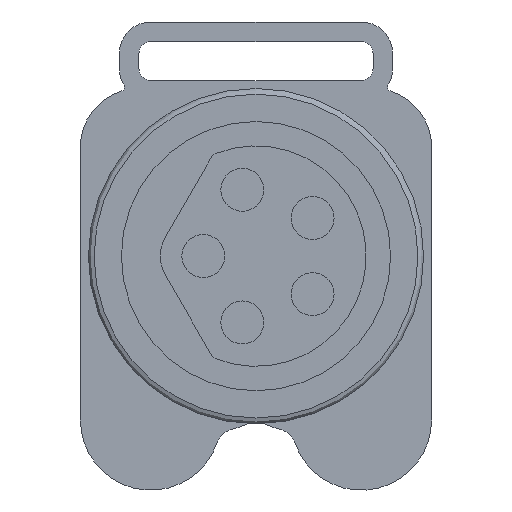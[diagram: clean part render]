
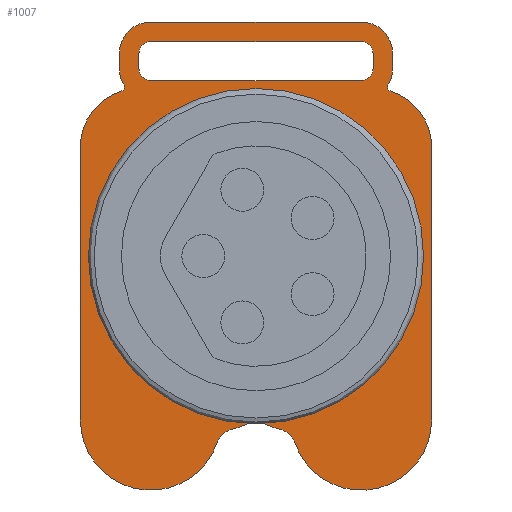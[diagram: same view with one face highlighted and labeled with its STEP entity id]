
A CAD part, front view. The second image highlights one B-rep face of the part: STEP entity #1007.
In plain terms, the highlighted planar face has unit normal (0, -1, 0).
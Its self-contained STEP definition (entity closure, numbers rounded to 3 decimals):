
#148=PLANE('',#4466);
#449=LINE('',#6254,#713);
#454=LINE('',#6269,#718);
#458=LINE('',#6281,#722);
#462=LINE('',#6293,#726);
#465=LINE('',#6299,#729);
#475=LINE('',#6344,#739);
#481=LINE('',#6368,#745);
#485=LINE('',#6380,#749);
#489=LINE('',#6392,#753);
#713=VECTOR('',#4937,1.);
#718=VECTOR('',#4950,1.);
#722=VECTOR('',#4962,1.);
#726=VECTOR('',#4974,1.);
#729=VECTOR('',#4979,1.);
#739=VECTOR('',#5027,1.);
#745=VECTOR('',#5053,1.);
#749=VECTOR('',#5065,1.);
#753=VECTOR('',#5077,1.);
#1007=ADVANCED_FACE('',(#1393,#1394,#1395),#148,.F.);
#1393=FACE_BOUND('',#1580,.T.);
#1394=FACE_BOUND('',#1581,.T.);
#1395=FACE_BOUND('',#1582,.T.);
#1580=EDGE_LOOP('',(#2052));
#1581=EDGE_LOOP('',(#2053,#2054,#2055,#2056,#2057,#2058,#2059,#2060,#2061,
#2062,#2063,#2064,#2065,#2066,#2067,#2068,#2069,#2070,#2071));
#1582=EDGE_LOOP('',(#2072,#2073,#2074,#2075,#2076,#2077,#2078,#2079));
#2052=ORIENTED_EDGE('',*,*,#3538,.F.);
#2053=ORIENTED_EDGE('',*,*,#3561,.F.);
#2054=ORIENTED_EDGE('',*,*,#3616,.F.);
#2055=ORIENTED_EDGE('',*,*,#3613,.F.);
#2056=ORIENTED_EDGE('',*,*,#3610,.F.);
#2057=ORIENTED_EDGE('',*,*,#3607,.F.);
#2058=ORIENTED_EDGE('',*,*,#3604,.F.);
#2059=ORIENTED_EDGE('',*,*,#3601,.F.);
#2060=ORIENTED_EDGE('',*,*,#3598,.F.);
#2061=ORIENTED_EDGE('',*,*,#3595,.F.);
#2062=ORIENTED_EDGE('',*,*,#3592,.F.);
#2063=ORIENTED_EDGE('',*,*,#3589,.F.);
#2064=ORIENTED_EDGE('',*,*,#3586,.F.);
#2065=ORIENTED_EDGE('',*,*,#3583,.F.);
#2066=ORIENTED_EDGE('',*,*,#3580,.F.);
#2067=ORIENTED_EDGE('',*,*,#3577,.F.);
#2068=ORIENTED_EDGE('',*,*,#3574,.F.);
#2069=ORIENTED_EDGE('',*,*,#3571,.F.);
#2070=ORIENTED_EDGE('',*,*,#3568,.F.);
#2071=ORIENTED_EDGE('',*,*,#3565,.F.);
#2072=ORIENTED_EDGE('',*,*,#3539,.F.);
#2073=ORIENTED_EDGE('',*,*,#3618,.F.);
#2074=ORIENTED_EDGE('',*,*,#3558,.F.);
#2075=ORIENTED_EDGE('',*,*,#3555,.F.);
#2076=ORIENTED_EDGE('',*,*,#3552,.F.);
#2077=ORIENTED_EDGE('',*,*,#3549,.F.);
#2078=ORIENTED_EDGE('',*,*,#3546,.F.);
#2079=ORIENTED_EDGE('',*,*,#3543,.F.);
#3117=VERTEX_POINT('',#6252);
#3118=VERTEX_POINT('',#6255);
#3119=VERTEX_POINT('',#6256);
#3122=VERTEX_POINT('',#6264);
#3124=VERTEX_POINT('',#6270);
#3126=VERTEX_POINT('',#6276);
#3128=VERTEX_POINT('',#6282);
#3130=VERTEX_POINT('',#6288);
#3132=VERTEX_POINT('',#6294);
#3134=VERTEX_POINT('',#6300);
#3135=VERTEX_POINT('',#6301);
#3138=VERTEX_POINT('',#6309);
#3140=VERTEX_POINT('',#6315);
#3142=VERTEX_POINT('',#6321);
#3144=VERTEX_POINT('',#6327);
#3146=VERTEX_POINT('',#6333);
#3148=VERTEX_POINT('',#6339);
#3150=VERTEX_POINT('',#6345);
#3152=VERTEX_POINT('',#6351);
#3154=VERTEX_POINT('',#6357);
#3156=VERTEX_POINT('',#6363);
#3158=VERTEX_POINT('',#6369);
#3160=VERTEX_POINT('',#6375);
#3162=VERTEX_POINT('',#6381);
#3164=VERTEX_POINT('',#6387);
#3166=VERTEX_POINT('',#6393);
#3168=VERTEX_POINT('',#6399);
#3170=VERTEX_POINT('',#6405);
#3538=EDGE_CURVE('',#3117,#3117,#4139,.T.);
#3539=EDGE_CURVE('',#3118,#3119,#449,.T.);
#3543=EDGE_CURVE('',#3119,#3122,#4140,.T.);
#3546=EDGE_CURVE('',#3122,#3124,#454,.T.);
#3549=EDGE_CURVE('',#3124,#3126,#4142,.T.);
#3552=EDGE_CURVE('',#3126,#3128,#458,.T.);
#3555=EDGE_CURVE('',#3128,#3130,#4144,.T.);
#3558=EDGE_CURVE('',#3130,#3132,#462,.T.);
#3561=EDGE_CURVE('',#3134,#3135,#465,.T.);
#3565=EDGE_CURVE('',#3135,#3138,#4146,.T.);
#3568=EDGE_CURVE('',#3138,#3140,#4148,.T.);
#3571=EDGE_CURVE('',#3140,#3142,#4150,.T.);
#3574=EDGE_CURVE('',#3142,#3144,#4152,.T.);
#3577=EDGE_CURVE('',#3144,#3146,#4154,.T.);
#3580=EDGE_CURVE('',#3146,#3148,#4156,.T.);
#3583=EDGE_CURVE('',#3148,#3150,#475,.T.);
#3586=EDGE_CURVE('',#3150,#3152,#4158,.T.);
#3589=EDGE_CURVE('',#3152,#3154,#4160,.T.);
#3592=EDGE_CURVE('',#3154,#3156,#4162,.T.);
#3595=EDGE_CURVE('',#3156,#3158,#481,.T.);
#3598=EDGE_CURVE('',#3158,#3160,#4164,.T.);
#3601=EDGE_CURVE('',#3160,#3162,#485,.T.);
#3604=EDGE_CURVE('',#3162,#3164,#4166,.T.);
#3607=EDGE_CURVE('',#3164,#3166,#489,.T.);
#3610=EDGE_CURVE('',#3166,#3168,#4168,.T.);
#3613=EDGE_CURVE('',#3168,#3170,#4170,.T.);
#3616=EDGE_CURVE('',#3170,#3134,#4172,.T.);
#3618=EDGE_CURVE('',#3132,#3118,#4174,.T.);
#4139=CIRCLE('',#4400,2.2);
#4140=CIRCLE('',#4403,0.3);
#4142=CIRCLE('',#4407,0.3);
#4144=CIRCLE('',#4411,0.3);
#4146=CIRCLE('',#4416,1.8);
#4148=CIRCLE('',#4419,0.5);
#4150=CIRCLE('',#4422,3.7);
#4152=CIRCLE('',#4425,3.7);
#4154=CIRCLE('',#4428,0.5);
#4156=CIRCLE('',#4431,1.8);
#4158=CIRCLE('',#4435,1.5);
#4160=CIRCLE('',#4438,0.1);
#4162=CIRCLE('',#4441,0.8);
#4164=CIRCLE('',#4445,0.8);
#4166=CIRCLE('',#4449,0.8);
#4168=CIRCLE('',#4453,0.8);
#4170=CIRCLE('',#4456,0.1);
#4172=CIRCLE('',#4459,1.5);
#4174=CIRCLE('',#4462,0.3);
#4400=AXIS2_PLACEMENT_3D('',#6251,#4933,#4934);
#4403=AXIS2_PLACEMENT_3D('',#6263,#4943,#4944);
#4407=AXIS2_PLACEMENT_3D('',#6275,#4955,#4956);
#4411=AXIS2_PLACEMENT_3D('',#6287,#4967,#4968);
#4416=AXIS2_PLACEMENT_3D('',#6308,#4985,#4986);
#4419=AXIS2_PLACEMENT_3D('',#6314,#4992,#4993);
#4422=AXIS2_PLACEMENT_3D('',#6320,#4999,#5000);
#4425=AXIS2_PLACEMENT_3D('',#6326,#5006,#5007);
#4428=AXIS2_PLACEMENT_3D('',#6332,#5013,#5014);
#4431=AXIS2_PLACEMENT_3D('',#6338,#5020,#5021);
#4435=AXIS2_PLACEMENT_3D('',#6350,#5032,#5033);
#4438=AXIS2_PLACEMENT_3D('',#6356,#5039,#5040);
#4441=AXIS2_PLACEMENT_3D('',#6362,#5046,#5047);
#4445=AXIS2_PLACEMENT_3D('',#6374,#5058,#5059);
#4449=AXIS2_PLACEMENT_3D('',#6386,#5070,#5071);
#4453=AXIS2_PLACEMENT_3D('',#6398,#5082,#5083);
#4456=AXIS2_PLACEMENT_3D('',#6404,#5089,#5090);
#4459=AXIS2_PLACEMENT_3D('',#6410,#5096,#5097);
#4462=AXIS2_PLACEMENT_3D('',#6413,#5102,#5103);
#4466=AXIS2_PLACEMENT_3D('',#6417,#5110,#5111);
#4933=DIRECTION('',(0.,-1.,0.));
#4934=DIRECTION('',(0.,0.,1.));
#4937=DIRECTION('',(0.,0.,1.));
#4943=DIRECTION('',(0.,-1.,0.));
#4944=DIRECTION('',(-1.,0.,0.));
#4950=DIRECTION('',(-1.,0.,0.));
#4955=DIRECTION('',(0.,-1.,0.));
#4956=DIRECTION('',(1.,0.,0.));
#4962=DIRECTION('',(0.,0.,-1.));
#4967=DIRECTION('',(0.,-1.,0.));
#4968=DIRECTION('',(1.,0.,0.));
#4974=DIRECTION('',(1.,0.,0.));
#4979=DIRECTION('',(0.,0.,-1.));
#4985=DIRECTION('',(0.,1.,0.));
#4986=DIRECTION('',(-1.,0.,0.));
#4992=DIRECTION('',(0.,-1.,0.));
#4993=DIRECTION('',(-1.,0.,0.));
#4999=DIRECTION('',(0.,1.,0.));
#5000=DIRECTION('',(-1.,0.,0.));
#5006=DIRECTION('',(0.,1.,0.));
#5007=DIRECTION('',(1.,0.,0.));
#5013=DIRECTION('',(0.,-1.,0.));
#5014=DIRECTION('',(1.,0.,0.));
#5020=DIRECTION('',(0.,1.,0.));
#5021=DIRECTION('',(1.,0.,0.));
#5027=DIRECTION('',(0.,0.,1.));
#5032=DIRECTION('',(0.,1.,0.));
#5033=DIRECTION('',(1.,0.,0.));
#5039=DIRECTION('',(0.,-1.,0.));
#5040=DIRECTION('',(1.,0.,0.));
#5046=DIRECTION('',(0.,1.,0.));
#5047=DIRECTION('',(1.,0.,0.));
#5053=DIRECTION('',(0.,0.,1.));
#5058=DIRECTION('',(0.,1.,0.));
#5059=DIRECTION('',(1.,0.,0.));
#5065=DIRECTION('',(1.,0.,0.));
#5070=DIRECTION('',(0.,1.,0.));
#5071=DIRECTION('',(-1.,0.,0.));
#5077=DIRECTION('',(0.,0.,-1.));
#5082=DIRECTION('',(0.,1.,0.));
#5083=DIRECTION('',(-1.,0.,0.));
#5089=DIRECTION('',(0.,-1.,0.));
#5090=DIRECTION('',(-1.,0.,0.));
#5096=DIRECTION('',(0.,1.,0.));
#5097=DIRECTION('',(-1.,0.,0.));
#5102=DIRECTION('',(0.,-1.,0.));
#5103=DIRECTION('',(-1.,0.,0.));
#5110=DIRECTION('',(0.,1.,0.));
#5111=DIRECTION('',(-1.,0.,0.));
#6251=CARTESIAN_POINT('',(84.35,23.75,0.));
#6252=CARTESIAN_POINT('',(84.35,23.75,2.2));
#6254=CARTESIAN_POINT('',(87.35,23.75,4.8));
#6255=CARTESIAN_POINT('',(87.35,23.75,4.8));
#6256=CARTESIAN_POINT('',(87.35,23.75,5.2));
#6263=CARTESIAN_POINT('',(87.05,23.75,5.2));
#6264=CARTESIAN_POINT('',(87.05,23.75,5.5));
#6269=CARTESIAN_POINT('',(84.35,23.75,5.5));
#6270=CARTESIAN_POINT('',(81.65,23.75,5.5));
#6275=CARTESIAN_POINT('',(81.65,23.75,5.2));
#6276=CARTESIAN_POINT('',(81.35,23.75,5.2));
#6281=CARTESIAN_POINT('',(81.35,23.75,5.2));
#6282=CARTESIAN_POINT('',(81.35,23.75,4.8));
#6287=CARTESIAN_POINT('',(81.65,23.75,4.8));
#6288=CARTESIAN_POINT('',(81.65,23.75,4.5));
#6293=CARTESIAN_POINT('',(84.35,23.75,4.5));
#6294=CARTESIAN_POINT('',(87.05,23.75,4.5));
#6299=CARTESIAN_POINT('',(88.85,23.75,2.8));
#6300=CARTESIAN_POINT('',(88.85,23.75,2.8));
#6301=CARTESIAN_POINT('',(88.85,23.75,-4.2));
#6308=CARTESIAN_POINT('',(87.05,23.75,-4.2));
#6309=CARTESIAN_POINT('',(85.345,23.75,-4.776));
#6314=CARTESIAN_POINT('',(84.871,23.75,-4.937));
#6315=CARTESIAN_POINT('',(85.007,23.75,-4.455));
#6320=CARTESIAN_POINT('',(86.013,23.75,-0.895));
#6321=CARTESIAN_POINT('',(84.35,23.75,-4.2));
#6326=CARTESIAN_POINT('',(82.687,23.75,-0.895));
#6327=CARTESIAN_POINT('',(83.693,23.75,-4.455));
#6332=CARTESIAN_POINT('',(83.829,23.75,-4.937));
#6333=CARTESIAN_POINT('',(83.355,23.75,-4.776));
#6338=CARTESIAN_POINT('',(81.65,23.75,-4.2));
#6339=CARTESIAN_POINT('',(79.85,23.75,-4.2));
#6344=CARTESIAN_POINT('',(79.85,23.75,-4.2));
#6345=CARTESIAN_POINT('',(79.85,23.75,2.8));
#6350=CARTESIAN_POINT('',(81.35,23.75,2.8));
#6351=CARTESIAN_POINT('',(80.912,23.75,4.235));
#6356=CARTESIAN_POINT('',(80.882,23.75,4.33));
#6357=CARTESIAN_POINT('',(80.968,23.75,4.382));
#6362=CARTESIAN_POINT('',(81.65,23.75,4.8));
#6363=CARTESIAN_POINT('',(80.85,23.75,4.8));
#6368=CARTESIAN_POINT('',(80.85,23.75,4.8));
#6369=CARTESIAN_POINT('',(80.85,23.75,5.2));
#6374=CARTESIAN_POINT('',(81.65,23.75,5.2));
#6375=CARTESIAN_POINT('',(81.65,23.75,6.));
#6380=CARTESIAN_POINT('',(84.35,23.75,6.));
#6381=CARTESIAN_POINT('',(87.05,23.75,6.));
#6386=CARTESIAN_POINT('',(87.05,23.75,5.2));
#6387=CARTESIAN_POINT('',(87.85,23.75,5.2));
#6392=CARTESIAN_POINT('',(87.85,23.75,5.2));
#6393=CARTESIAN_POINT('',(87.85,23.75,4.8));
#6398=CARTESIAN_POINT('',(87.05,23.75,4.8));
#6399=CARTESIAN_POINT('',(87.732,23.75,4.382));
#6404=CARTESIAN_POINT('',(87.818,23.75,4.33));
#6405=CARTESIAN_POINT('',(87.788,23.75,4.235));
#6410=CARTESIAN_POINT('',(87.35,23.75,2.8));
#6413=CARTESIAN_POINT('',(87.05,23.75,4.8));
#6417=CARTESIAN_POINT('',(87.05,23.75,-4.2));
